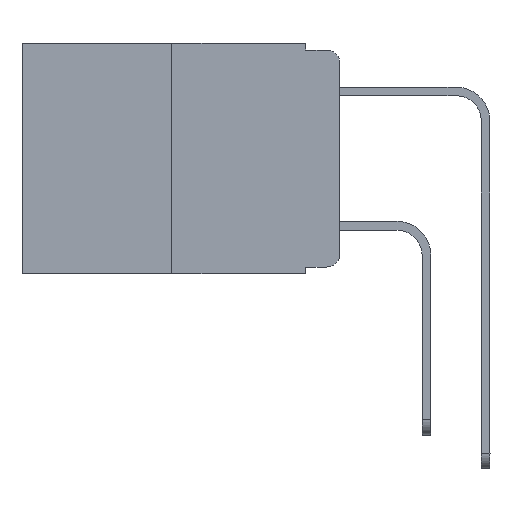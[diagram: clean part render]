
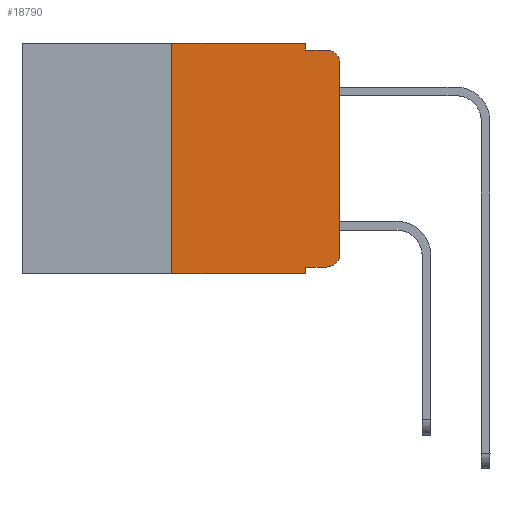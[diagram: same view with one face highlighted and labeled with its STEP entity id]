
A CAD part, left-side view. The second image highlights one B-rep face of the part: STEP entity #18790.
In plain terms, the highlighted planar face has unit normal (-1, 0, 0).
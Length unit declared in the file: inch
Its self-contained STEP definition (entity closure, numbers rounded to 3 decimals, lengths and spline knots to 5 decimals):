
#635 = ORIENTED_EDGE ( 'NONE', *, *, #19181, .F. ) ;
#660 = CARTESIAN_POINT ( 'NONE',  ( 0., 0.473, 0. ) ) ;
#803 = VECTOR ( 'NONE', #8149, 39.37008 ) ;
#935 = DIRECTION ( 'NONE',  ( 0., 0., -1. ) ) ;
#958 = EDGE_CURVE ( 'NONE', #24997, #26828, #14619, .T. ) ;
#1037 = VECTOR ( 'NONE', #2469, 39.37008 ) ;
#1402 = CARTESIAN_POINT ( 'NONE',  ( 0., 0.051, -0.01 ) ) ;
#1875 = VECTOR ( 'NONE', #26602, 39.37008 ) ;
#1904 = FACE_OUTER_BOUND ( 'NONE', #4956, .T. ) ;
#2015 = VERTEX_POINT ( 'NONE', #15202 ) ;
#2030 = DIRECTION ( 'NONE',  ( 0., 0., -1. ) ) ;
#2158 = ORIENTED_EDGE ( 'NONE', *, *, #21702, .T. ) ;
#2406 = ORIENTED_EDGE ( 'NONE', *, *, #16391, .T. ) ;
#2469 = DIRECTION ( 'NONE',  ( 0., 0., 1. ) ) ;
#2663 = CARTESIAN_POINT ( 'NONE',  ( 0., 0.051, 0. ) ) ;
#2705 = DIRECTION ( 'NONE',  ( 0., -1., 0. ) ) ;
#2964 = CARTESIAN_POINT ( 'NONE',  ( 0., 0.25, 0. ) ) ;
#3407 = AXIS2_PLACEMENT_3D ( 'NONE', #12253, #18157, #5845 ) ;
#3929 = DIRECTION ( 'NONE',  ( 1., 0., 0. ) ) ;
#4521 = VECTOR ( 'NONE', #935, 39.37008 ) ;
#4782 = CARTESIAN_POINT ( 'NONE',  ( 0., 0., -0.03 ) ) ;
#4878 = LINE ( 'NONE', #6912, #16339 ) ;
#4956 = EDGE_LOOP ( 'NONE', ( #13210, #2158, #11950, #10604, #14331, #5237, #2406, #635, #6674, #22034 ) ) ;
#5237 = ORIENTED_EDGE ( 'NONE', *, *, #18107, .F. ) ;
#5845 = DIRECTION ( 'NONE',  ( 0., 0., -1. ) ) ;
#5947 = LINE ( 'NONE', #8022, #803 ) ;
#6674 = ORIENTED_EDGE ( 'NONE', *, *, #17846, .T. ) ;
#6912 = CARTESIAN_POINT ( 'NONE',  ( 0., 0.051, -0.01 ) ) ;
#7109 = AXIS2_PLACEMENT_3D ( 'NONE', #20442, #3929, #2030 ) ;
#7319 = DIRECTION ( 'NONE',  ( 0., 0., 1. ) ) ;
#7691 = DIRECTION ( 'NONE',  ( -1., 0., 0. ) ) ;
#8022 = CARTESIAN_POINT ( 'NONE',  ( 0., 0.051, 0. ) ) ;
#8149 = DIRECTION ( 'NONE',  ( 0., 0., -1. ) ) ;
#8683 = LINE ( 'NONE', #660, #25838 ) ;
#9742 = DIRECTION ( 'NONE',  ( 0., 0., -1. ) ) ;
#10205 = CARTESIAN_POINT ( 'NONE',  ( 0., 0.051, -0.333 ) ) ;
#10604 = ORIENTED_EDGE ( 'NONE', *, *, #22777, .F. ) ;
#10731 = CARTESIAN_POINT ( 'NONE',  ( 0., 0.051, -0.343 ) ) ;
#11134 = CARTESIAN_POINT ( 'NONE',  ( 0., 0.25, 0. ) ) ;
#11178 = DIRECTION ( 'NONE',  ( 0., -1., 0. ) ) ;
#11950 = ORIENTED_EDGE ( 'NONE', *, *, #20339, .F. ) ;
#12253 = CARTESIAN_POINT ( 'NONE',  ( 0., 0.02, -0.03 ) ) ;
#12597 = VERTEX_POINT ( 'NONE', #11134 ) ;
#13058 = DIRECTION ( 'NONE',  ( 0., -1., 0. ) ) ;
#13210 = ORIENTED_EDGE ( 'NONE', *, *, #958, .T. ) ;
#14331 = ORIENTED_EDGE ( 'NONE', *, *, #18006, .F. ) ;
#14619 = LINE ( 'NONE', #20892, #1037 ) ;
#14759 = CARTESIAN_POINT ( 'NONE',  ( 0., 0., -0.313 ) ) ;
#15163 = CIRCLE ( 'NONE', #3407, 0.02 ) ;
#15202 = CARTESIAN_POINT ( 'NONE',  ( 0., 0.02, -0.333 ) ) ;
#15545 = LINE ( 'NONE', #15688, #19197 ) ;
#15688 = CARTESIAN_POINT ( 'NONE',  ( 0., 0.473, -0.343 ) ) ;
#16227 = LINE ( 'NONE', #10205, #1875 ) ;
#16339 = VECTOR ( 'NONE', #2705, 39.37008 ) ;
#16391 = EDGE_CURVE ( 'NONE', #18776, #16597, #15545, .T. ) ;
#16597 = VERTEX_POINT ( 'NONE', #10731 ) ;
#16688 = CARTESIAN_POINT ( 'NONE',  ( 0., 0.051, -0.333 ) ) ;
#16748 = CIRCLE ( 'NONE', #19794, 0.02 ) ;
#17846 = EDGE_CURVE ( 'NONE', #24820, #2015, #16227, .T. ) ;
#18006 = EDGE_CURVE ( 'NONE', #12597, #19519, #8683, .T. ) ;
#18107 = EDGE_CURVE ( 'NONE', #18776, #12597, #23729, .T. ) ;
#18134 = CARTESIAN_POINT ( 'NONE',  ( 0., 0.02, -0.01 ) ) ;
#18157 = DIRECTION ( 'NONE',  ( -1., 0., 0. ) ) ;
#18776 = VERTEX_POINT ( 'NONE', #18800 ) ;
#18790 = ADVANCED_FACE ( 'NONE', ( #1904 ), #24415, .F. ) ;
#18800 = CARTESIAN_POINT ( 'NONE',  ( 0., 0.25, -0.343 ) ) ;
#19181 = EDGE_CURVE ( 'NONE', #24820, #16597, #21653, .T. ) ;
#19197 = VECTOR ( 'NONE', #11178, 39.37008 ) ;
#19519 = VERTEX_POINT ( 'NONE', #2663 ) ;
#19590 = CARTESIAN_POINT ( 'NONE',  ( 0., 0.051, 0. ) ) ;
#19757 = EDGE_CURVE ( 'NONE', #2015, #24997, #16748, .T. ) ;
#19794 = AXIS2_PLACEMENT_3D ( 'NONE', #26949, #7691, #9742 ) ;
#20339 = EDGE_CURVE ( 'NONE', #25203, #22517, #4878, .T. ) ;
#20442 = CARTESIAN_POINT ( 'NONE',  ( 0., 0.473, 0. ) ) ;
#20892 = CARTESIAN_POINT ( 'NONE',  ( 0., 0., 0. ) ) ;
#21471 = VECTOR ( 'NONE', #7319, 39.37008 ) ;
#21653 = LINE ( 'NONE', #19590, #4521 ) ;
#21702 = EDGE_CURVE ( 'NONE', #26828, #22517, #15163, .T. ) ;
#22034 = ORIENTED_EDGE ( 'NONE', *, *, #19757, .T. ) ;
#22517 = VERTEX_POINT ( 'NONE', #18134 ) ;
#22777 = EDGE_CURVE ( 'NONE', #19519, #25203, #5947, .T. ) ;
#23729 = LINE ( 'NONE', #2964, #21471 ) ;
#24415 = PLANE ( 'NONE',  #7109 ) ;
#24820 = VERTEX_POINT ( 'NONE', #16688 ) ;
#24997 = VERTEX_POINT ( 'NONE', #14759 ) ;
#25203 = VERTEX_POINT ( 'NONE', #1402 ) ;
#25838 = VECTOR ( 'NONE', #13058, 39.37008 ) ;
#26602 = DIRECTION ( 'NONE',  ( 0., -1., 0. ) ) ;
#26828 = VERTEX_POINT ( 'NONE', #4782 ) ;
#26949 = CARTESIAN_POINT ( 'NONE',  ( 0., 0.02, -0.313 ) ) ;
